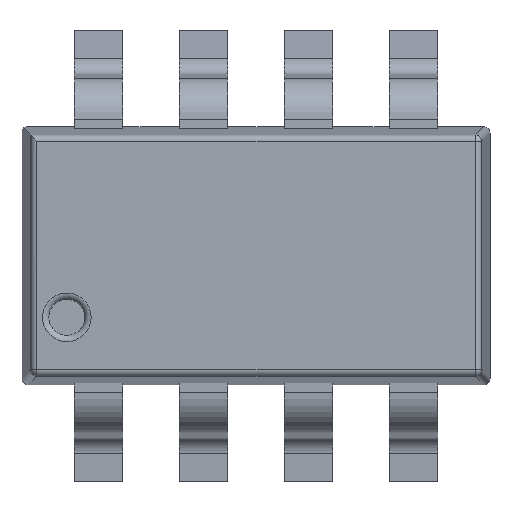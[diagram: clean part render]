
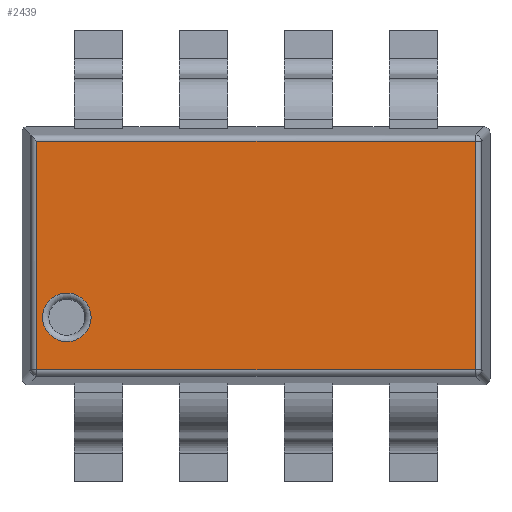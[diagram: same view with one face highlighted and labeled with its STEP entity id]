
A CAD part, top view. The second image highlights one B-rep face of the part: STEP entity #2439.
In plain terms, the highlighted planar face has unit normal (0, 0, 1).
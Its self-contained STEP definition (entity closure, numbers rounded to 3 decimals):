
#74=FACE_BOUND('',#844,.T.);
#75=LINE('',#3571,#348);
#76=LINE('',#3573,#349);
#77=LINE('',#3575,#350);
#78=LINE('',#3576,#351);
#348=VECTOR('',#2834,10.);
#349=VECTOR('',#2835,10.);
#350=VECTOR('',#2836,10.);
#351=VECTOR('',#2837,10.);
#621=PLANE('',#2594);
#705=FACE_OUTER_BOUND('',#843,.T.);
#843=EDGE_LOOP('',(#1672,#1673,#1674,#1675));
#844=EDGE_LOOP('',(#1676));
#983=CIRCLE('',#2593,0.151);
#1070=VERTEX_POINT('',#3565);
#1071=VERTEX_POINT('',#3569);
#1072=VERTEX_POINT('',#3570);
#1073=VERTEX_POINT('',#3572);
#1074=VERTEX_POINT('',#3574);
#1303=EDGE_CURVE('',#1070,#1070,#983,.T.);
#1304=EDGE_CURVE('',#1071,#1072,#75,.T.);
#1305=EDGE_CURVE('',#1073,#1071,#76,.T.);
#1306=EDGE_CURVE('',#1074,#1073,#77,.T.);
#1307=EDGE_CURVE('',#1072,#1074,#78,.T.);
#1672=ORIENTED_EDGE('',*,*,#1304,.F.);
#1673=ORIENTED_EDGE('',*,*,#1305,.F.);
#1674=ORIENTED_EDGE('',*,*,#1306,.F.);
#1675=ORIENTED_EDGE('',*,*,#1307,.F.);
#1676=ORIENTED_EDGE('',*,*,#1303,.F.);
#2439=ADVANCED_FACE('',(#705,#74),#621,.T.);
#2593=AXIS2_PLACEMENT_3D('',#3567,#2830,#2831);
#2594=AXIS2_PLACEMENT_3D('',#3568,#2832,#2833);
#2830=DIRECTION('center_axis',(0.,0.,1.));
#2831=DIRECTION('ref_axis',(1.,0.,0.));
#2832=DIRECTION('center_axis',(0.,0.,1.));
#2833=DIRECTION('ref_axis',(1.,0.,0.));
#2834=DIRECTION('',(0.,-1.,0.));
#2835=DIRECTION('',(1.,0.,0.));
#2836=DIRECTION('',(0.,1.,0.));
#2837=DIRECTION('',(-1.,0.,0.));
#3565=CARTESIAN_POINT('',(-1.391,-0.382,1.443));
#3567=CARTESIAN_POINT('Origin',(-1.24,-0.382,1.443));
#3568=CARTESIAN_POINT('Origin',(-0.068,0.,1.443));
#3569=CARTESIAN_POINT('',(1.29,0.708,1.443));
#3570=CARTESIAN_POINT('',(1.29,-0.708,1.443));
#3571=CARTESIAN_POINT('',(1.29,0.4,1.443));
#3572=CARTESIAN_POINT('',(-1.426,0.708,1.443));
#3573=CARTESIAN_POINT('',(-0.793,0.708,1.443));
#3574=CARTESIAN_POINT('',(-1.426,-0.708,1.443));
#3575=CARTESIAN_POINT('',(-1.426,-0.4,1.443));
#3576=CARTESIAN_POINT('',(0.657,-0.708,1.443));
